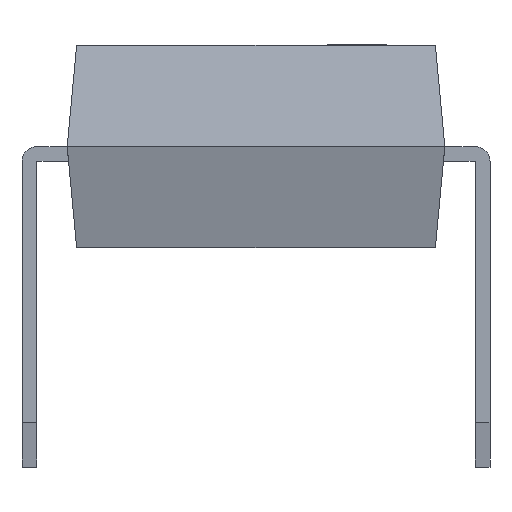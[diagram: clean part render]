
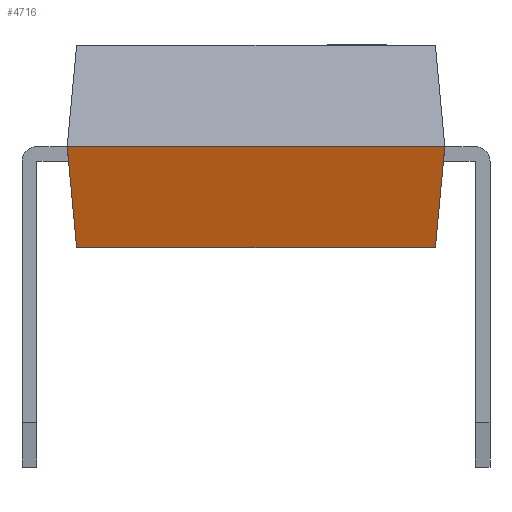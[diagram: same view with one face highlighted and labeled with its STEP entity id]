
A CAD part, front view. The second image highlights one B-rep face of the part: STEP entity #4716.
In plain terms, the highlighted free-form (B-spline) face has degree [1, 1] with [2, 2] control points.
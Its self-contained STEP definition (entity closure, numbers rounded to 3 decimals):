
#1138 = VERTEX_POINT('',#1139);
#1139 = CARTESIAN_POINT('',(3.175,-9.653,2.21));
#1160 = EDGE_CURVE('',#1161,#1138,#1163,.T.);
#1161 = VERTEX_POINT('',#1162);
#1162 = CARTESIAN_POINT('',(-3.175,-9.653,2.21));
#1163 = LINE('',#1164,#1165);
#1164 = CARTESIAN_POINT('',(-3.175,-9.653,2.21));
#1165 = VECTOR('',#1166,1.);
#1166 = DIRECTION('',(1.,0.,0.));
#4292 = EDGE_CURVE('',#1138,#4293,#4295,.T.);
#4293 = VERTEX_POINT('',#4294);
#4294 = CARTESIAN_POINT('',(3.016,-9.17,0.51));
#4295 = B_SPLINE_CURVE_WITH_KNOTS('',1,(#4296,#4297),.UNSPECIFIED.,.F.,
  .F.,(2,2),(0.,1.),.PIECEWISE_BEZIER_KNOTS.);
#4296 = CARTESIAN_POINT('',(3.175,-9.653,2.21));
#4297 = CARTESIAN_POINT('',(3.016,-9.17,0.51));
#4716 = ADVANCED_FACE('',(#4717),#4734,.F.);
#4717 = FACE_BOUND('',#4718,.F.);
#4718 = EDGE_LOOP('',(#4719,#4720,#4721,#4729));
#4719 = ORIENTED_EDGE('',*,*,#1160,.T.);
#4720 = ORIENTED_EDGE('',*,*,#4292,.T.);
#4721 = ORIENTED_EDGE('',*,*,#4722,.F.);
#4722 = EDGE_CURVE('',#4723,#4293,#4725,.T.);
#4723 = VERTEX_POINT('',#4724);
#4724 = CARTESIAN_POINT('',(-3.016,-9.17,0.51));
#4725 = LINE('',#4726,#4727);
#4726 = CARTESIAN_POINT('',(-3.016,-9.17,0.51));
#4727 = VECTOR('',#4728,1.);
#4728 = DIRECTION('',(1.,0.,0.));
#4729 = ORIENTED_EDGE('',*,*,#4730,.F.);
#4730 = EDGE_CURVE('',#1161,#4723,#4731,.T.);
#4731 = B_SPLINE_CURVE_WITH_KNOTS('',1,(#4732,#4733),.UNSPECIFIED.,.F.,
  .F.,(2,2),(0.,1.),.PIECEWISE_BEZIER_KNOTS.);
#4732 = CARTESIAN_POINT('',(-3.175,-9.653,2.21));
#4733 = CARTESIAN_POINT('',(-3.016,-9.17,0.51));
#4734 = B_SPLINE_SURFACE_WITH_KNOTS('',1,1,(
    (#4735,#4736)
    ,(#4737,#4738
    )),.UNSPECIFIED.,.F.,.F.,.F.,(2,2),(2,2),(0.,6.35),(0.,1.),
  .PIECEWISE_BEZIER_KNOTS.);
#4735 = CARTESIAN_POINT('',(-3.175,-9.653,2.21));
#4736 = CARTESIAN_POINT('',(-3.016,-9.17,0.51));
#4737 = CARTESIAN_POINT('',(3.175,-9.653,2.21));
#4738 = CARTESIAN_POINT('',(3.016,-9.17,0.51));
